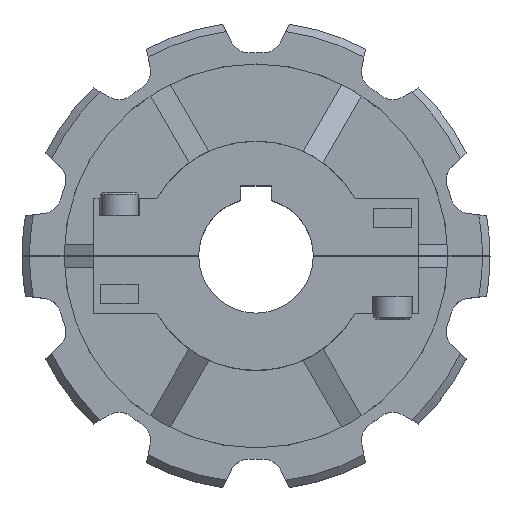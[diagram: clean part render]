
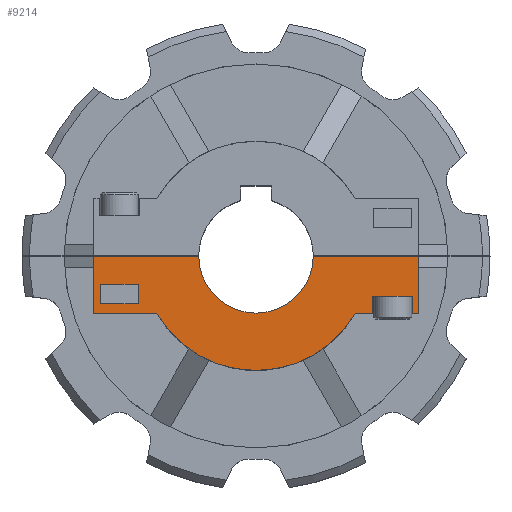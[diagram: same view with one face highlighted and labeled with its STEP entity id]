
A CAD part, top view. The second image highlights one B-rep face of the part: STEP entity #9214.
In plain terms, the highlighted planar face has unit normal (0, 0, 1).
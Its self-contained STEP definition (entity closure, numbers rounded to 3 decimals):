
#199 = VERTEX_POINT ( 'NONE', #1658 ) ;
#287 = DIRECTION ( 'NONE',  ( -1., 0., 0. ) ) ;
#324 = ORIENTED_EDGE ( 'NONE', *, *, #3835, .T. ) ;
#490 = LINE ( 'NONE', #3595, #9331 ) ;
#528 = ORIENTED_EDGE ( 'NONE', *, *, #1434, .T. ) ;
#591 = VERTEX_POINT ( 'NONE', #6145 ) ;
#620 = ORIENTED_EDGE ( 'NONE', *, *, #8825, .T. ) ;
#675 = VERTEX_POINT ( 'NONE', #5857 ) ;
#716 = EDGE_CURVE ( 'NONE', #5889, #199, #6542, .T. ) ;
#812 = VERTEX_POINT ( 'NONE', #5236 ) ;
#864 = FACE_OUTER_BOUND ( 'NONE', #1348, .T. ) ;
#874 = DIRECTION ( 'NONE',  ( 1., 0., 0. ) ) ;
#889 = CARTESIAN_POINT ( 'NONE',  ( 0., -15., 29.25 ) ) ;
#900 = EDGE_CURVE ( 'NONE', #812, #591, #4564, .T. ) ;
#1116 = AXIS2_PLACEMENT_3D ( 'NONE', #6497, #6344, #5937 ) ;
#1158 = VERTEX_POINT ( 'NONE', #3245 ) ;
#1207 = VERTEX_POINT ( 'NONE', #3059 ) ;
#1343 = ORIENTED_EDGE ( 'NONE', *, *, #900, .T. ) ;
#1348 = EDGE_LOOP ( 'NONE', ( #2250, #5549, #620, #2123, #1589, #5300, #528, #4780, #6848, #6199, #2534, #3100 ) ) ;
#1434 = EDGE_CURVE ( 'NONE', #199, #1207, #5861, .T. ) ;
#1589 = ORIENTED_EDGE ( 'NONE', *, *, #6294, .T. ) ;
#1658 = CARTESIAN_POINT ( 'NONE',  ( 30.5, -15., 29.25 ) ) ;
#1708 = VECTOR ( 'NONE', #6352, 1000. ) ;
#1763 = EDGE_CURVE ( 'NONE', #3165, #1158, #4967, .T. ) ;
#1846 = VECTOR ( 'NONE', #874, 1000. ) ;
#2123 = ORIENTED_EDGE ( 'NONE', *, *, #1763, .T. ) ;
#2131 = AXIS2_PLACEMENT_3D ( 'NONE', #3197, #3917, #9038 ) ;
#2218 = DIRECTION ( 'NONE',  ( 0., 1., 0. ) ) ;
#2250 = ORIENTED_EDGE ( 'NONE', *, *, #5392, .F. ) ;
#2267 = CARTESIAN_POINT ( 'NONE',  ( 30.5, 0., 29.25 ) ) ;
#2290 = CARTESIAN_POINT ( 'NONE',  ( 42.5, -15., 29.25 ) ) ;
#2361 = LINE ( 'NONE', #3864, #5862 ) ;
#2371 = AXIS2_PLACEMENT_3D ( 'NONE', #8746, #8643, #8613 ) ;
#2534 = ORIENTED_EDGE ( 'NONE', *, *, #6652, .T. ) ;
#2536 = VECTOR ( 'NONE', #5447, 1000. ) ;
#2568 = CARTESIAN_POINT ( 'NONE',  ( -42.5, -15., 29.25 ) ) ;
#2752 = CARTESIAN_POINT ( 'NONE',  ( 41., 0., 29.25 ) ) ;
#2794 = CARTESIAN_POINT ( 'NONE',  ( 42.5, -0.125, 29.25 ) ) ;
#2870 = DIRECTION ( 'NONE',  ( 0., 1., 0. ) ) ;
#3038 = CARTESIAN_POINT ( 'NONE',  ( 25.981, -15., 29.25 ) ) ;
#3043 = ORIENTED_EDGE ( 'NONE', *, *, #8396, .T. ) ;
#3059 = CARTESIAN_POINT ( 'NONE',  ( 30.5, -10.54, 29.25 ) ) ;
#3100 = ORIENTED_EDGE ( 'NONE', *, *, #5441, .T. ) ;
#3165 = VERTEX_POINT ( 'NONE', #2568 ) ;
#3197 = CARTESIAN_POINT ( 'NONE',  ( 0., 0., 29.25 ) ) ;
#3245 = CARTESIAN_POINT ( 'NONE',  ( -25.981, -15., 29.25 ) ) ;
#3386 = VECTOR ( 'NONE', #5663, 1000. ) ;
#3461 = VERTEX_POINT ( 'NONE', #7192 ) ;
#3491 = CARTESIAN_POINT ( 'NONE',  ( 42.5, 0., 29.25 ) ) ;
#3595 = CARTESIAN_POINT ( 'NONE',  ( -40.81, 0., 29.25 ) ) ;
#3739 = VERTEX_POINT ( 'NONE', #4214 ) ;
#3797 = CARTESIAN_POINT ( 'NONE',  ( -42.5, -0.125, 29.25 ) ) ;
#3835 = EDGE_CURVE ( 'NONE', #591, #4114, #5365, .T. ) ;
#3864 = CARTESIAN_POINT ( 'NONE',  ( -42.5, 0., 29.25 ) ) ;
#3917 = DIRECTION ( 'NONE',  ( 0., 0., 1. ) ) ;
#3953 = CARTESIAN_POINT ( 'NONE',  ( 0., -0.125, 29.25 ) ) ;
#3999 = CARTESIAN_POINT ( 'NONE',  ( 25.981, -15., 29.25 ) ) ;
#4005 = CARTESIAN_POINT ( 'NONE',  ( -30.98, 0., 29.25 ) ) ;
#4077 = VECTOR ( 'NONE', #4770, 1000. ) ;
#4114 = VERTEX_POINT ( 'NONE', #4342 ) ;
#4134 = CARTESIAN_POINT ( 'NONE',  ( 0., -12.5, 29.25 ) ) ;
#4214 = CARTESIAN_POINT ( 'NONE',  ( 41., -10.54, 29.25 ) ) ;
#4342 = CARTESIAN_POINT ( 'NONE',  ( -30.98, -12.5, 29.25 ) ) ;
#4379 = LINE ( 'NONE', #7899, #7081 ) ;
#4439 = LINE ( 'NONE', #5887, #6738 ) ;
#4564 = LINE ( 'NONE', #4874, #4077 ) ;
#4657 = CIRCLE ( 'NONE', #1116, 30. ) ;
#4770 = DIRECTION ( 'NONE',  ( 1., 0., 0. ) ) ;
#4780 = ORIENTED_EDGE ( 'NONE', *, *, #6824, .T. ) ;
#4818 = VECTOR ( 'NONE', #2218, 1000. ) ;
#4874 = CARTESIAN_POINT ( 'NONE',  ( 0., -7.4, 29.25 ) ) ;
#4913 = VECTOR ( 'NONE', #7611, 1000. ) ;
#4942 = CIRCLE ( 'NONE', #2371, 15. ) ;
#4967 = LINE ( 'NONE', #889, #1846 ) ;
#5047 = ORIENTED_EDGE ( 'NONE', *, *, #8512, .T. ) ;
#5121 = VECTOR ( 'NONE', #9122, 1000. ) ;
#5236 = CARTESIAN_POINT ( 'NONE',  ( -40.81, -7.4, 29.25 ) ) ;
#5300 = ORIENTED_EDGE ( 'NONE', *, *, #716, .T. ) ;
#5365 = LINE ( 'NONE', #4005, #4913 ) ;
#5392 = EDGE_CURVE ( 'NONE', #7908, #675, #4942, .T. ) ;
#5441 = EDGE_CURVE ( 'NONE', #6655, #675, #4379, .T. ) ;
#5447 = DIRECTION ( 'NONE',  ( 1., 0., 0. ) ) ;
#5450 = CARTESIAN_POINT ( 'NONE',  ( 0., -15., 29.25 ) ) ;
#5469 = EDGE_LOOP ( 'NONE', ( #3043, #5047, #1343, #324 ) ) ;
#5549 = ORIENTED_EDGE ( 'NONE', *, *, #8262, .T. ) ;
#5663 = DIRECTION ( 'NONE',  ( 0., 1., 0. ) ) ;
#5857 = CARTESIAN_POINT ( 'NONE',  ( 14.999, -0.125, 29.25 ) ) ;
#5861 = LINE ( 'NONE', #2267, #4818 ) ;
#5862 = VECTOR ( 'NONE', #6726, 1000. ) ;
#5865 = VECTOR ( 'NONE', #287, 1000. ) ;
#5887 = CARTESIAN_POINT ( 'NONE',  ( 0., -10.54, 29.25 ) ) ;
#5889 = VERTEX_POINT ( 'NONE', #3038 ) ;
#5899 = LINE ( 'NONE', #2752, #1708 ) ;
#5937 = DIRECTION ( 'NONE',  ( -1., 0., 0. ) ) ;
#6074 = FACE_BOUND ( 'NONE', #5469, .T. ) ;
#6078 = LINE ( 'NONE', #4134, #6995 ) ;
#6145 = CARTESIAN_POINT ( 'NONE',  ( -30.98, -7.4, 29.25 ) ) ;
#6199 = ORIENTED_EDGE ( 'NONE', *, *, #7850, .T. ) ;
#6294 = EDGE_CURVE ( 'NONE', #1158, #5889, #4657, .T. ) ;
#6344 = DIRECTION ( 'NONE',  ( 0., 0., 1. ) ) ;
#6352 = DIRECTION ( 'NONE',  ( 0., -1., 0. ) ) ;
#6497 = CARTESIAN_POINT ( 'NONE',  ( 0., 0., 29.25 ) ) ;
#6542 = LINE ( 'NONE', #5450, #2536 ) ;
#6610 = EDGE_CURVE ( 'NONE', #3739, #3461, #5899, .T. ) ;
#6652 = EDGE_CURVE ( 'NONE', #6996, #6655, #7381, .T. ) ;
#6655 = VERTEX_POINT ( 'NONE', #2794 ) ;
#6726 = DIRECTION ( 'NONE',  ( 0., -1., 0. ) ) ;
#6738 = VECTOR ( 'NONE', #8101, 1000. ) ;
#6824 = EDGE_CURVE ( 'NONE', #1207, #3739, #4439, .T. ) ;
#6848 = ORIENTED_EDGE ( 'NONE', *, *, #6610, .T. ) ;
#6969 = VERTEX_POINT ( 'NONE', #7325 ) ;
#6995 = VECTOR ( 'NONE', #8510, 1000. ) ;
#6996 = VERTEX_POINT ( 'NONE', #2290 ) ;
#7081 = VECTOR ( 'NONE', #7687, 1000. ) ;
#7192 = CARTESIAN_POINT ( 'NONE',  ( 41., -15., 29.25 ) ) ;
#7325 = CARTESIAN_POINT ( 'NONE',  ( -40.81, -12.5, 29.25 ) ) ;
#7381 = LINE ( 'NONE', #3491, #3386 ) ;
#7467 = LINE ( 'NONE', #3953, #5865 ) ;
#7545 = PLANE ( 'NONE',  #2131 ) ;
#7611 = DIRECTION ( 'NONE',  ( 0., -1., 0. ) ) ;
#7687 = DIRECTION ( 'NONE',  ( -1., 0., 0. ) ) ;
#7850 = EDGE_CURVE ( 'NONE', #3461, #6996, #7951, .T. ) ;
#7899 = CARTESIAN_POINT ( 'NONE',  ( 0., -0.125, 29.25 ) ) ;
#7908 = VERTEX_POINT ( 'NONE', #9148 ) ;
#7951 = LINE ( 'NONE', #3999, #5121 ) ;
#8101 = DIRECTION ( 'NONE',  ( 1., 0., 0. ) ) ;
#8262 = EDGE_CURVE ( 'NONE', #7908, #9159, #7467, .T. ) ;
#8396 = EDGE_CURVE ( 'NONE', #4114, #6969, #6078, .T. ) ;
#8510 = DIRECTION ( 'NONE',  ( -1., 0., 0. ) ) ;
#8512 = EDGE_CURVE ( 'NONE', #6969, #812, #490, .T. ) ;
#8613 = DIRECTION ( 'NONE',  ( 1., 0., 0. ) ) ;
#8643 = DIRECTION ( 'NONE',  ( 0., 0., 1. ) ) ;
#8746 = CARTESIAN_POINT ( 'NONE',  ( 0., 0., 29.25 ) ) ;
#8825 = EDGE_CURVE ( 'NONE', #9159, #3165, #2361, .T. ) ;
#9038 = DIRECTION ( 'NONE',  ( 1., 0., 0. ) ) ;
#9122 = DIRECTION ( 'NONE',  ( 1., 0., 0. ) ) ;
#9148 = CARTESIAN_POINT ( 'NONE',  ( -14.999, -0.125, 29.25 ) ) ;
#9159 = VERTEX_POINT ( 'NONE', #3797 ) ;
#9214 = ADVANCED_FACE ( 'NONE', ( #864, #6074 ), #7545, .T. ) ;
#9331 = VECTOR ( 'NONE', #2870, 1000. ) ;
